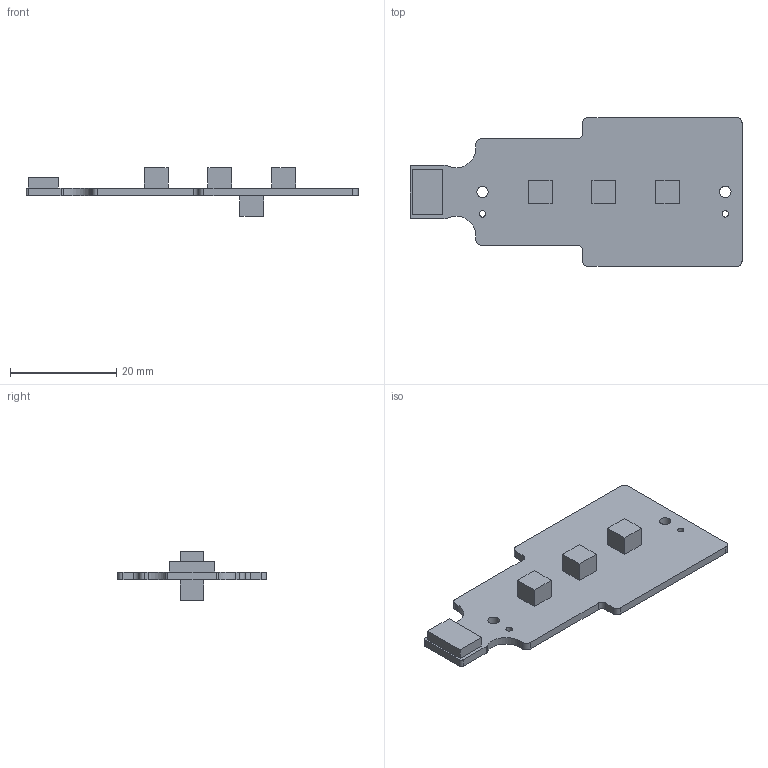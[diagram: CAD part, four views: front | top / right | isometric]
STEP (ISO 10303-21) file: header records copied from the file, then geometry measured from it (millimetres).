
FILE_DESCRIPTION(('Open CASCADE Model'),'2;1');
FILE_NAME('Open CASCADE Shape Model','2016-07-21T20:36:04',('Author'),( 'Open CASCADE'),'Open CASCADE STEP processor 6.8','Open CASCADE 6.8' ,'Unknown');
FILE_SCHEMA(('AUTOMOTIVE_DESIGN { 1 0 10303 214 1 1 1 1 }'));
Length unit declared in the file: millimetre
Products named in the file (11): PCB; Board; J1; 858275728; Extruded; S1; 858275864; S2; S3; S4
Assembly tree (13 placements, depth 4):
  PCB
    Board
    J1
      858275728
        Extruded
    S1
      858275864
        Extruded
    S2
      858275864
        Extruded
    S3
      858275864
        Extruded
    S4
      858275864
        Extruded
Bounding box: 62.5 x 28 x 9.09 mm (x, y, z)
Volume: 2430.7 mm3; surface area: 3598.7 mm2
Topology: 6 solids, 6 shells, 62 faces, 150 edges, 100 vertices
Faces by surface type: plane 44, cylinder 18
Full cylindrical faces by diameter (mm): 1.2 x2, 2.15 x2
Entity records: 3178 total; most frequent: CARTESIAN_POINT 644, DIRECTION 466, LINE 270, VECTOR 270, ORIENTED_EDGE 228, PCURVE 228, DEFINITIONAL_REPRESENTATION 228, EDGE_CURVE 114
